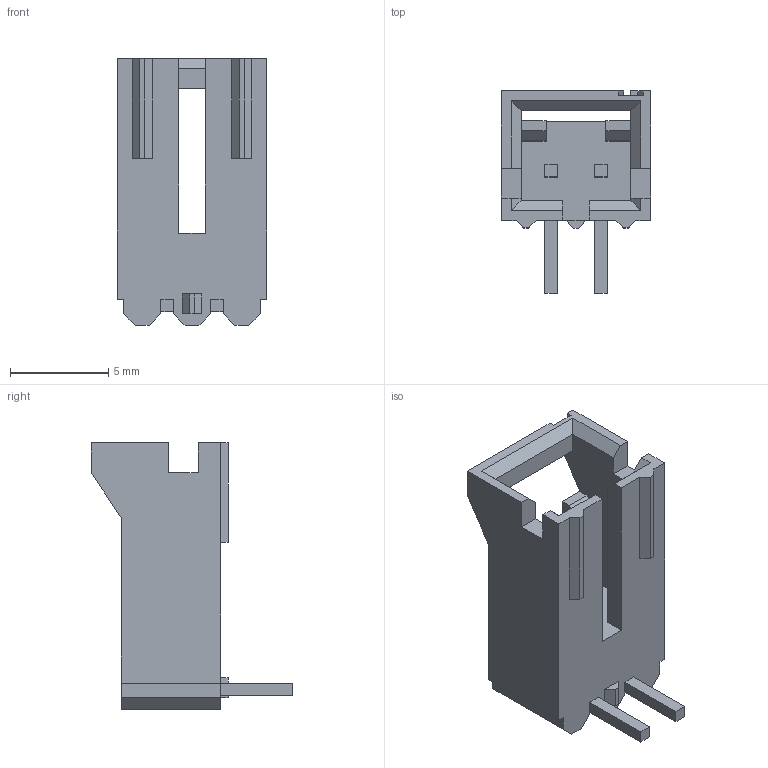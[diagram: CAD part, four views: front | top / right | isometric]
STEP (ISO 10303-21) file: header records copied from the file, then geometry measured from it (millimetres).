
FILE_DESCRIPTION (( 'STEP AP214' ), '1' );
FILE_NAME ('103906-1.step', '2011-05-17T08:42:41', ( 'vpeshkov' ), ( 'licard' ), 'SwSTEP 2.0', 'SolidWorks 2009', '' );
FILE_SCHEMA (( 'AUTOMOTIVE_DESIGN' ));
Length unit declared in the file: millimetre
Products named in the file (1): 103906-1
Bounding box: 7.62 x 10.29 x 13.59 mm (x, y, z)
Volume: 327.6 mm3; surface area: 620.7 mm2
Topology: 1 solids, 1 shells, 99 faces, 275 edges, 179 vertices
Faces by surface type: plane 97, cylinder 2
Entity records: 3369 total; most frequent: CARTESIAN_POINT 554, ORIENTED_EDGE 550, DIRECTION 479, EDGE_CURVE 275, VECTOR 271, LINE 271, VERTEX_POINT 179, AXIS2_PLACEMENT_3D 104
